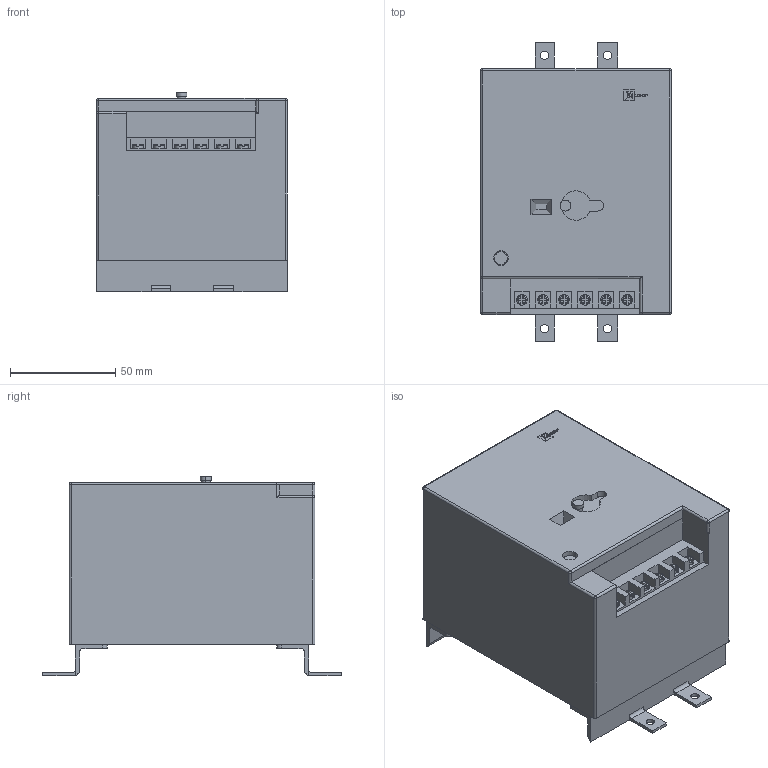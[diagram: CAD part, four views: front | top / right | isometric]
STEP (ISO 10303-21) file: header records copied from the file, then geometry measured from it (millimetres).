
FILE_DESCRIPTION (( 'STEP AP203' ), '1' );
FILE_NAME ('Ìîòîðíûé ïðèâîä ê ÂÀ-99Ì 100 EKF Basic.STEP', '2018-06-14T13:13:46', ( '' ), ( '' ), 'SwSTEP 2.0', 'SolidWorks 2017', '' );
FILE_SCHEMA (( 'CONFIG_CONTROL_DESIGN' ));
Length unit declared in the file: millimetre
Products named in the file (1): Ìîòîðíûé ïðèâîä ê ÂÀ-99Ì 100 EKF Basic
Bounding box: 90.8 x 142 x 95 mm (x, y, z)
Volume: 802471 mm3; surface area: 62137.6 mm2
Topology: 2 solids, 2 shells, 335 faces, 902 edges, 587 vertices
Faces by surface type: plane 223, cylinder 70, torus 18, bspline 18, sphere 6
Entity records: 11075 total; most frequent: CARTESIAN_POINT 2686, ORIENTED_EDGE 1792, DIRECTION 1635, EDGE_CURVE 896, LINE 619, VECTOR 619, VERTEX_POINT 587, AXIS2_PLACEMENT_3D 508
